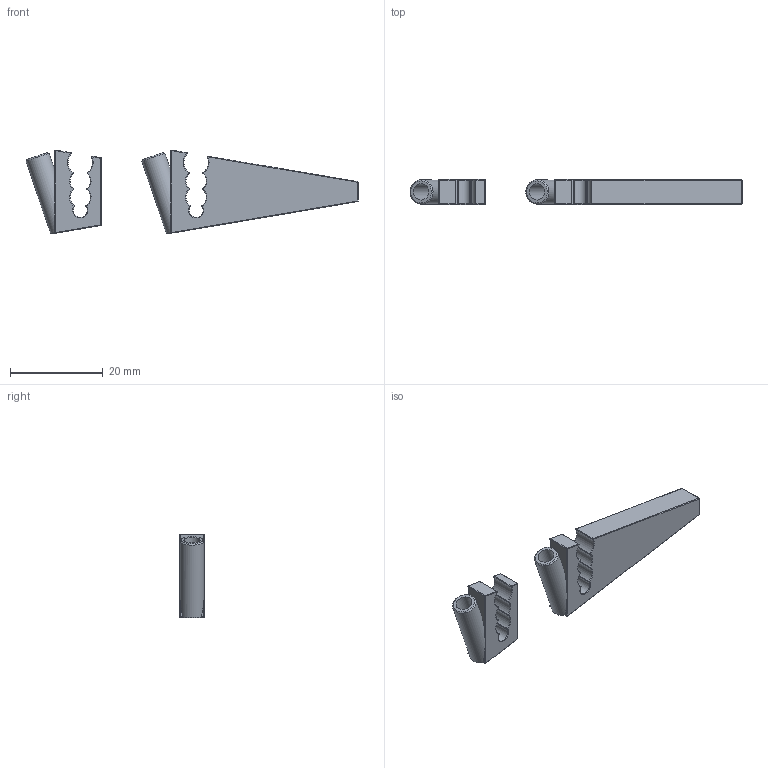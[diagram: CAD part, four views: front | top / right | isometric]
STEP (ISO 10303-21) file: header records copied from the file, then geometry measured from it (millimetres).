
FILE_DESCRIPTION(/* description */ (''),/* implementation_level */ '2;1');
FILE_NAME(/* name */ '[a]_Arm_Anchor_PTFE_x2.step',/* time_stamp */ '2023-11-30T20:54:24-08:00',/* author */ (''),/* organization */ (''),/* preprocessor_version */ 'ST-DEVELOPER v20',/* originating_system */ 'Autodesk Translation Framework v12.14.0.127',/* authorisation */ '');
FILE_SCHEMA (('AUTOMOTIVE_DESIGN { 1 0 10303 214 3 1 1 }'));
Length unit declared in the file: millimetre
Products named in the file (3): (Unsaved); Arm Anchor PTFE Foot; Arm Anchor PTFE
Assembly tree (2 placements, depth 2):
  (Unsaved)
    Arm Anchor PTFE Foot
    Arm Anchor PTFE
Bounding box: 71.64 x 5.38 x 18.11 mm (x, y, z)
Volume: 2900.7 mm3; surface area: 2771.6 mm2
Topology: 2 solids, 2 shells, 164 faces, 332 edges, 172 vertices
Faces by surface type: cylinder 64, sphere 48, torus 28, plane 20, bspline 2, cone 2
Full cylindrical faces by diameter (mm): 3.5 x2, 5.25 x2
Entity records: 4495 total; most frequent: DIRECTION 876, CARTESIAN_POINT 875, ORIENTED_EDGE 664, AXIS2_PLACEMENT_3D 387, EDGE_CURVE 332, CIRCLE 208, VERTEX_POINT 172, EDGE_LOOP 168
